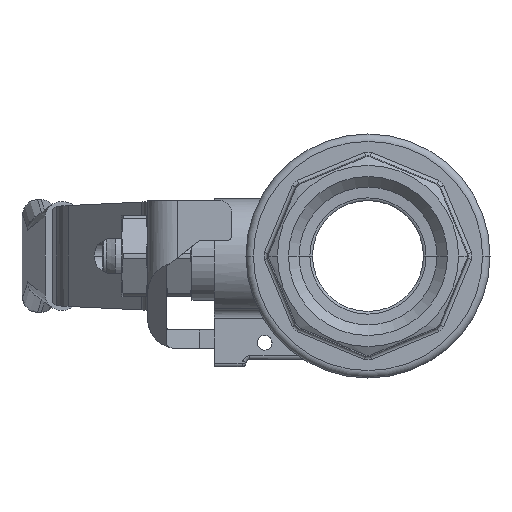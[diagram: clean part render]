
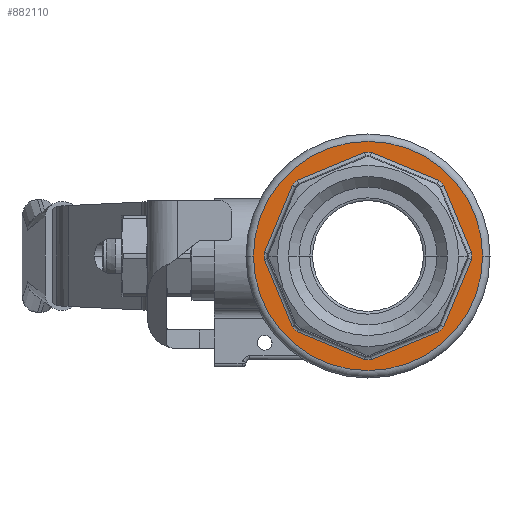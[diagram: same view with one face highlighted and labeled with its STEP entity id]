
A CAD part, left-side view. The second image highlights one B-rep face of the part: STEP entity #882110.
In plain terms, the highlighted face is planar.
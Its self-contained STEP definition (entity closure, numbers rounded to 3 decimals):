
#41370=CARTESIAN_POINT('',(17.,-9.59,
-10.236));
#41380=VERTEX_POINT('',#41370);
#41430=CARTESIAN_POINT('',(17.,0.,
0.));
#41440=DIRECTION('',(-1.,0.,0.));
#41450=DIRECTION('',(0.,-1.,0.));
#41460=AXIS2_PLACEMENT_3D('',#41430,#41440,#41450);
#41470=CIRCLE('',#41460,14.027);
#41480=CARTESIAN_POINT('',(17.,-10.236,
-9.59));
#41490=VERTEX_POINT('',#41480);
#41500=EDGE_CURVE('',#41380,#41490,#41470,.T.);
#49760=CARTESIAN_POINT('',(17.,0.456,
-14.019));
#49770=VERTEX_POINT('',#49760);
#49800=CARTESIAN_POINT('',(17.,0.,
0.));
#49810=DIRECTION('',(-1.,0.,0.));
#49820=DIRECTION('',(0.,-1.,0.));
#49830=AXIS2_PLACEMENT_3D('',#49800,#49810,#49820);
#49840=CIRCLE('',#49830,14.027);
#49850=CARTESIAN_POINT('',(17.,-0.456,
-14.019));
#49860=VERTEX_POINT('',#49850);
#49870=EDGE_CURVE('',#49770,#49860,#49840,.T.);
#51150=CARTESIAN_POINT('',(17.,-10.236,
9.59));
#51160=VERTEX_POINT('',#51150);
#51210=CARTESIAN_POINT('',(17.,0.,
0.));
#51220=DIRECTION('',(-1.,0.,0.));
#51230=DIRECTION('',(0.,-1.,0.));
#51240=AXIS2_PLACEMENT_3D('',#51210,#51220,#51230);
#51250=CIRCLE('',#51240,14.027);
#51260=CARTESIAN_POINT('',(17.,-9.59,
10.236));
#51270=VERTEX_POINT('',#51260);
#51280=EDGE_CURVE('',#51160,#51270,#51250,.T.);
#60830=CARTESIAN_POINT('',(17.,-14.019,
-0.456));
#60840=VERTEX_POINT('',#60830);
#60870=CARTESIAN_POINT('',(17.,0.,
0.));
#60880=DIRECTION('',(-1.,0.,0.));
#60890=DIRECTION('',(0.,-1.,0.));
#60900=AXIS2_PLACEMENT_3D('',#60870,#60880,#60890);
#60910=CIRCLE('',#60900,14.027);
#60920=CARTESIAN_POINT('',(17.,-14.019,
0.456));
#60930=VERTEX_POINT('',#60920);
#60940=EDGE_CURVE('',#60840,#60930,#60910,.T.);
#65080=CARTESIAN_POINT('',(17.,9.59,
10.236));
#65090=VERTEX_POINT('',#65080);
#65780=CARTESIAN_POINT('',(17.,0.456,
14.019));
#65790=VERTEX_POINT('',#65780);
#65820=CARTESIAN_POINT('',(17.,0.,
14.208));
#65830=DIRECTION('',(0.,-0.924,
0.383));
#65840=VECTOR('',#65830,1.);
#65850=LINE('',#65820,#65840);
#65860=EDGE_CURVE('',#65090,#65790,#65850,.T.);
#67080=CARTESIAN_POINT('',(17.,0.,
0.));
#67090=DIRECTION('',(-1.,0.,0.));
#67100=DIRECTION('',(0.,-1.,0.));
#67110=AXIS2_PLACEMENT_3D('',#67080,#67090,#67100);
#67120=CIRCLE('',#67110,14.027);
#67130=CARTESIAN_POINT('',(17.,10.236,
9.59));
#67140=VERTEX_POINT('',#67130);
#67150=EDGE_CURVE('',#65090,#67140,#67120,.T.);
#533030=CARTESIAN_POINT('',(17.,0.,
-14.208));
#533040=DIRECTION('',(0.,0.924,
-0.383));
#533050=VECTOR('',#533040,1.);
#533060=LINE('',#533030,#533050);
#533070=EDGE_CURVE('',#41380,#49860,#533060,.T.);
#535210=CARTESIAN_POINT('',(17.,9.59,
-10.236));
#535220=VERTEX_POINT('',#535210);
#535250=CARTESIAN_POINT('',(17.,0.,
-14.208));
#535260=DIRECTION('',(0.,0.924,
0.383));
#535270=VECTOR('',#535260,1.);
#535280=LINE('',#535250,#535270);
#535290=EDGE_CURVE('',#49770,#535220,#535280,.T.);
#881080=CARTESIAN_POINT('',(17.,15.5,0.))
;
#881090=VERTEX_POINT('',#881080);
#881180=CARTESIAN_POINT('',(17.,-15.5,0.)
);
#881190=VERTEX_POINT('',#881180);
#881220=CARTESIAN_POINT('',(17.,0.,
0.));
#881230=DIRECTION('',(-1.,0.,0.));
#881240=DIRECTION('',(0.,-1.,0.));
#881250=AXIS2_PLACEMENT_3D('',#881220,#881230,#881240);
#881260=CIRCLE('',#881250,15.5);
#881270=EDGE_CURVE('',#881090,#881190,#881260,.T.);
#881320=CARTESIAN_POINT('',(17.,-15.,0.))
;
#881330=DIRECTION('',(-1.,0.,0.));
#881340=DIRECTION('',(0.,-1.,0.));
#881350=AXIS2_PLACEMENT_3D('',#881320,#881330,#881340);
#881360=PLANE('',#881350);
#881370=EDGE_CURVE('',#881190,#881090,#881260,.T.);
#881380=ORIENTED_EDGE('',*,*,#881370,.F.);
#881390=ORIENTED_EDGE('',*,*,#881270,.F.);
#881400=EDGE_LOOP('',(#881390,#881380));
#881410=FACE_OUTER_BOUND('',#881400,.T.);
#881420=ORIENTED_EDGE('',*,*,#67150,.T.);
#881430=ORIENTED_EDGE('',*,*,#65860,.F.);
#881440=CARTESIAN_POINT('',(17.,0.,
0.));
#881450=DIRECTION('',(-1.,0.,0.));
#881460=DIRECTION('',(0.,-1.,0.));
#881470=AXIS2_PLACEMENT_3D('',#881440,#881450,#881460);
#881480=CIRCLE('',#881470,14.027);
#881490=CARTESIAN_POINT('',(17.,-0.456,
14.019));
#881500=VERTEX_POINT('',#881490);
#881510=EDGE_CURVE('',#881500,#65790,#881480,.T.);
#881520=ORIENTED_EDGE('',*,*,#881510,.T.);
#881530=CARTESIAN_POINT('',(17.,0.,
14.208));
#881540=DIRECTION('',(0.,-0.924,
-0.383));
#881550=VECTOR('',#881540,1.);
#881560=LINE('',#881530,#881550);
#881570=EDGE_CURVE('',#881500,#51270,#881560,.T.);
#881580=ORIENTED_EDGE('',*,*,#881570,.F.);
#881590=ORIENTED_EDGE('',*,*,#51280,.T.);
#881600=CARTESIAN_POINT('',(17.,-14.208,
0.));
#881610=DIRECTION('',(0.,-0.383,
-0.924));
#881620=VECTOR('',#881610,1.);
#881630=LINE('',#881600,#881620);
#881640=EDGE_CURVE('',#51160,#60930,#881630,.T.);
#881650=ORIENTED_EDGE('',*,*,#881640,.F.);
#881660=ORIENTED_EDGE('',*,*,#60940,.T.);
#881670=CARTESIAN_POINT('',(17.,-14.208,
0.));
#881680=DIRECTION('',(0.,0.383,
-0.924));
#881690=VECTOR('',#881680,1.);
#881700=LINE('',#881670,#881690);
#881710=EDGE_CURVE('',#60840,#41490,#881700,.T.);
#881720=ORIENTED_EDGE('',*,*,#881710,.F.);
#881730=ORIENTED_EDGE('',*,*,#41500,.T.);
#881740=ORIENTED_EDGE('',*,*,#533070,.F.);
#881750=ORIENTED_EDGE('',*,*,#49870,.T.);
#881760=ORIENTED_EDGE('',*,*,#535290,.F.);
#881770=CARTESIAN_POINT('',(17.,0.,
0.));
#881780=DIRECTION('',(-1.,0.,0.));
#881790=DIRECTION('',(0.,-1.,0.));
#881800=AXIS2_PLACEMENT_3D('',#881770,#881780,#881790);
#881810=CIRCLE('',#881800,14.027);
#881820=CARTESIAN_POINT('',(17.,10.236,
-9.59));
#881830=VERTEX_POINT('',#881820);
#881840=EDGE_CURVE('',#881830,#535220,#881810,.T.);
#881850=ORIENTED_EDGE('',*,*,#881840,.T.);
#881860=CARTESIAN_POINT('',(17.,14.208,
0.));
#881870=DIRECTION('',(0.,0.383,
0.924));
#881880=VECTOR('',#881870,1.);
#881890=LINE('',#881860,#881880);
#881900=CARTESIAN_POINT('',(17.,14.019,
-0.456));
#881910=VERTEX_POINT('',#881900);
#881920=EDGE_CURVE('',#881830,#881910,#881890,.T.);
#881930=ORIENTED_EDGE('',*,*,#881920,.F.);
#881940=CARTESIAN_POINT('',(17.,0.,
0.));
#881950=DIRECTION('',(-1.,0.,0.));
#881960=DIRECTION('',(0.,-1.,0.));
#881970=AXIS2_PLACEMENT_3D('',#881940,#881950,#881960);
#881980=CIRCLE('',#881970,14.027);
#881990=CARTESIAN_POINT('',(17.,14.019,
0.456));
#882000=VERTEX_POINT('',#881990);
#882010=EDGE_CURVE('',#882000,#881910,#881980,.T.);
#882020=ORIENTED_EDGE('',*,*,#882010,.T.);
#882030=CARTESIAN_POINT('',(17.,14.208,
0.));
#882040=DIRECTION('',(0.,-0.383,
0.924));
#882050=VECTOR('',#882040,1.);
#882060=LINE('',#882030,#882050);
#882070=EDGE_CURVE('',#882000,#67140,#882060,.T.);
#882080=ORIENTED_EDGE('',*,*,#882070,.F.);
#882090=EDGE_LOOP('',(#882080,#882020,#881930,#881850,#881760,#881750,
#881740,#881730,#881720,#881660,#881650,#881590,#881580,#881520,#881430,
#881420));
#882100=FACE_BOUND('',#882090,.T.);
#882110=ADVANCED_FACE('',(#881410,#882100),#881360,.F.);
